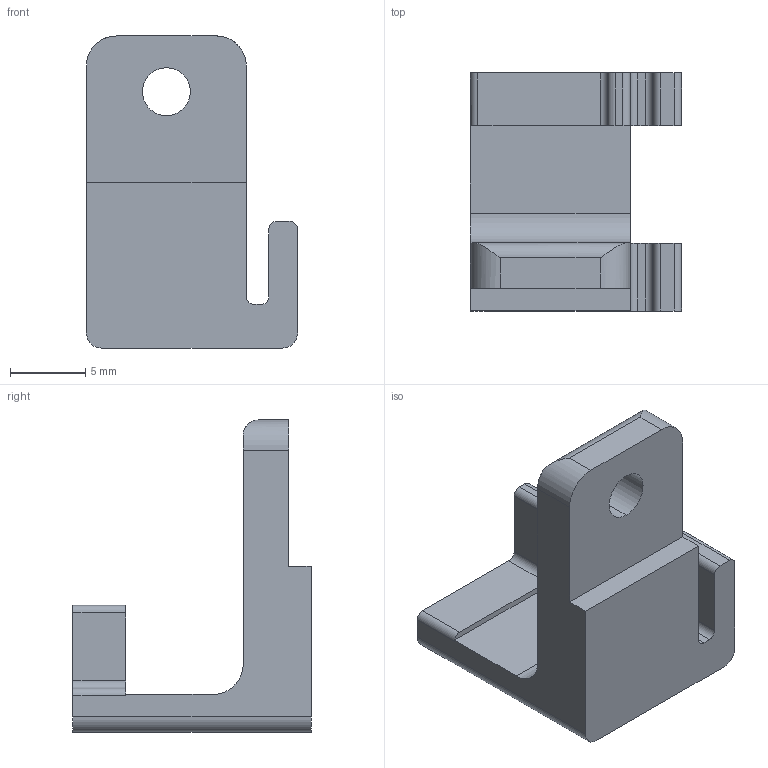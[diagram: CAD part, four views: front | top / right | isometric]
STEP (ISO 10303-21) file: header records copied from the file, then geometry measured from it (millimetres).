
FILE_DESCRIPTION (( 'STEP AP214' ), '1' );
FILE_NAME ('MCA Adapter.STEP', '2019-08-17T02:06:46', ( '' ), ( '' ), 'SwSTEP 2.0', 'SolidWorks 2014', '' );
FILE_SCHEMA (( 'AUTOMOTIVE_DESIGN' ));
Length unit declared in the file: millimetre
Products named in the file (1): MCA Adapter
Bounding box: 14 x 15.8 x 20.7 mm (x, y, z)
Volume: 1311.7 mm3; surface area: 1250.2 mm2
Topology: 1 solids, 1 shells, 46 faces, 131 edges, 87 vertices
Faces by surface type: plane 25, cylinder 21
Entity records: 1560 total; most frequent: CARTESIAN_POINT 283, DIRECTION 264, ORIENTED_EDGE 262, EDGE_CURVE 131, LINE 88, AXIS2_PLACEMENT_3D 88, VECTOR 88, VERTEX_POINT 87
